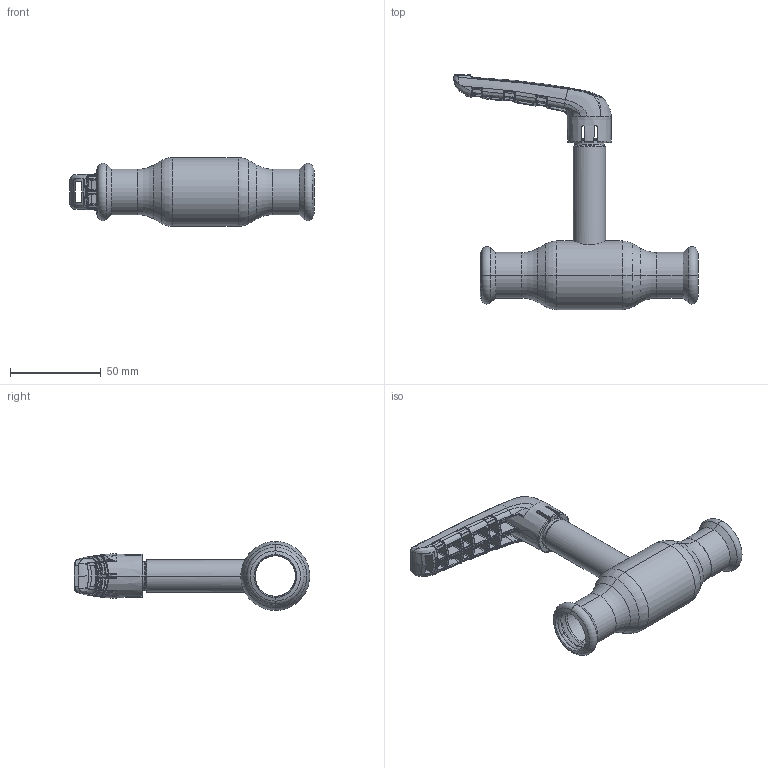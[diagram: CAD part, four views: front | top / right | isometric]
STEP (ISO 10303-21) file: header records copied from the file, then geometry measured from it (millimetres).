
FILE_DESCRIPTION (( 'STEP AP214' ), '1' );
FILE_NAME ('2020000101-xxxx.step', '2019-05-10T10:34:28', ( '' ), ( '' ), 'SwSTEP 2.0', 'SolidWorks 2017', '' );
FILE_SCHEMA (( 'AUTOMOTIVE_DESIGN' ));
Length unit declared in the file: millimetre
Products named in the file (1): 2020000101-xxxx
Bounding box: 134.83 x 129.88 x 38 mm (x, y, z)
Surface area: 30253.6 mm2 (no closed solid volume)
Topology: 0 solids, 10 shells, 771 faces, 2444 edges, 1563 vertices
Faces by surface type: bspline 637, plane 46, cone 33, cylinder 29, torus 25, sphere 1
Entity records: 67175 total; most frequent: CARTESIAN_POINT 43227, ORIENTED_EDGE 4021, EDGE_CURVE 2415, B_SPLINE_CURVE_WITH_KNOTS 1705, VERTEX_POINT 1561, DIRECTION 1527, EDGE_LOOP 792, UNCERTAINTY_MEASURE_WITH_UNIT 773
